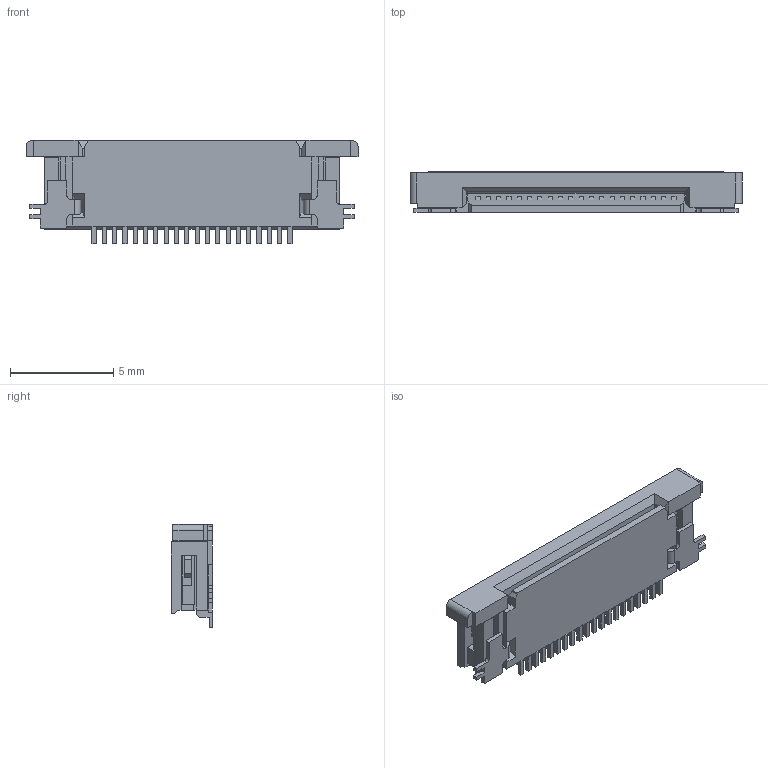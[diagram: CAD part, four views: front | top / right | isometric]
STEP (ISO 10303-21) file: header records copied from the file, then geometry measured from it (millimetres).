
FILE_DESCRIPTION((''),'2;1');
FILE_NAME('527462071','2019-05-22T',('gga'),(''),'PRO/ENGINEER BY PARAMETRIC TECHNOLOGY CORPORATION, 2016010','PRO/ENGINEER BY PARAMETRIC TECHNOLOGY CORPORATION, 2016010','');
FILE_SCHEMA(('CONFIG_CONTROL_DESIGN'));
Length unit declared in the file: millimetre
Products named in the file (1): 527462071
Bounding box: 16.1 x 2.02 x 5 mm (x, y, z)
Volume: 100.1 mm3; surface area: 387.1 mm2
Topology: 1 solids, 3 shells, 627 faces, 1876 edges, 1264 vertices
Faces by surface type: plane 571, cylinder 56
Entity records: 20647 total; most frequent: CARTESIAN_POINT 3698, ORIENTED_EDGE 3568, DIRECTION 3238, EDGE_CURVE 1784, VECTOR 1754, LINE 1754, VERTEX_POINT 1172, AXIS2_PLACEMENT_3D 742
